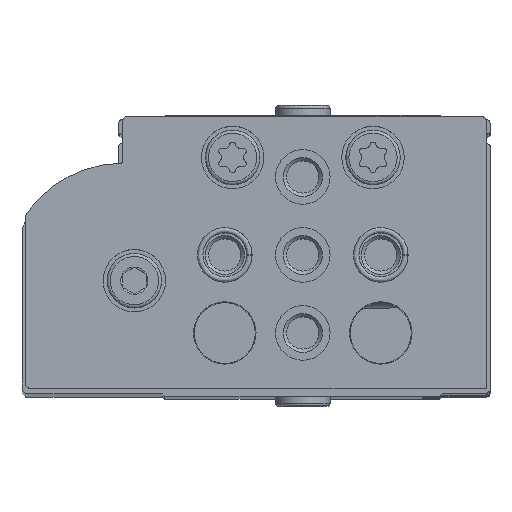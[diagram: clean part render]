
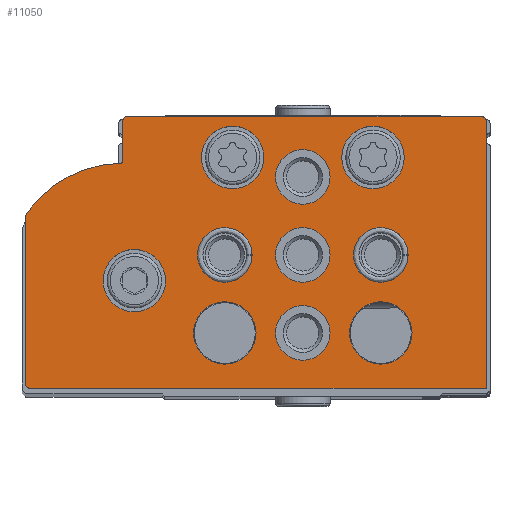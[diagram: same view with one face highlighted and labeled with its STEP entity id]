
A CAD part, top view. The second image highlights one B-rep face of the part: STEP entity #11050.
In plain terms, the highlighted face is planar.
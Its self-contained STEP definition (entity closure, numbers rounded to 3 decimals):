
#1122=LINE('',#18559,#1921);
#1124=LINE('',#18563,#1923);
#1127=LINE('',#18571,#1926);
#1132=LINE('',#18587,#1931);
#1135=LINE('',#18595,#1934);
#1921=VECTOR('',#15017,1000.);
#1923=VECTOR('',#15021,1000.);
#1926=VECTOR('',#15030,1000.);
#1931=VECTOR('',#15049,1000.);
#1934=VECTOR('',#15058,1000.);
#4185=ORIENTED_EDGE('',*,*,#6120,.T.);
#4186=ORIENTED_EDGE('',*,*,#6121,.T.);
#4187=ORIENTED_EDGE('',*,*,#6122,.T.);
#4188=ORIENTED_EDGE('',*,*,#6123,.T.);
#4189=ORIENTED_EDGE('',*,*,#6124,.T.);
#4190=ORIENTED_EDGE('',*,*,#6125,.T.);
#4191=ORIENTED_EDGE('',*,*,#6126,.T.);
#4192=ORIENTED_EDGE('',*,*,#6127,.T.);
#4193=ORIENTED_EDGE('',*,*,#6128,.T.);
#4194=ORIENTED_EDGE('',*,*,#6129,.T.);
#4195=ORIENTED_EDGE('',*,*,#6097,.F.);
#4196=ORIENTED_EDGE('',*,*,#6118,.F.);
#4197=ORIENTED_EDGE('',*,*,#6116,.F.);
#4198=ORIENTED_EDGE('',*,*,#6114,.F.);
#4199=ORIENTED_EDGE('',*,*,#6112,.T.);
#4200=ORIENTED_EDGE('',*,*,#6110,.F.);
#4201=ORIENTED_EDGE('',*,*,#6108,.F.);
#4202=ORIENTED_EDGE('',*,*,#6106,.F.);
#4203=ORIENTED_EDGE('',*,*,#6104,.F.);
#4204=ORIENTED_EDGE('',*,*,#6102,.F.);
#4205=ORIENTED_EDGE('',*,*,#6100,.F.);
#6097=EDGE_CURVE('',#7296,#7297,#7984,.T.);
#6100=EDGE_CURVE('',#7297,#7298,#1122,.T.);
#6102=EDGE_CURVE('',#7298,#7299,#1124,.T.);
#6104=EDGE_CURVE('',#7299,#7300,#7985,.T.);
#6106=EDGE_CURVE('',#7300,#7301,#1127,.T.);
#6108=EDGE_CURVE('',#7301,#7302,#7986,.T.);
#6110=EDGE_CURVE('',#7302,#7303,#7987,.T.);
#6112=EDGE_CURVE('',#7304,#7303,#7988,.T.);
#6114=EDGE_CURVE('',#7304,#7305,#1132,.T.);
#6116=EDGE_CURVE('',#7305,#7306,#7989,.T.);
#6118=EDGE_CURVE('',#7306,#7296,#1135,.T.);
#6120=EDGE_CURVE('',#7307,#7307,#7990,.T.);
#6121=EDGE_CURVE('',#7308,#7308,#7991,.T.);
#6122=EDGE_CURVE('',#7309,#7309,#7992,.T.);
#6123=EDGE_CURVE('',#7310,#7310,#7993,.T.);
#6124=EDGE_CURVE('',#7311,#7311,#7994,.T.);
#6125=EDGE_CURVE('',#7312,#7312,#7995,.T.);
#6126=EDGE_CURVE('',#7313,#7313,#7996,.T.);
#6127=EDGE_CURVE('',#7314,#7314,#7997,.T.);
#6128=EDGE_CURVE('',#7315,#7315,#7998,.T.);
#6129=EDGE_CURVE('',#7316,#7316,#7999,.T.);
#7296=VERTEX_POINT('',#18554);
#7297=VERTEX_POINT('',#18555);
#7298=VERTEX_POINT('',#18560);
#7299=VERTEX_POINT('',#18564);
#7300=VERTEX_POINT('',#18568);
#7301=VERTEX_POINT('',#18572);
#7302=VERTEX_POINT('',#18576);
#7303=VERTEX_POINT('',#18580);
#7304=VERTEX_POINT('',#18584);
#7305=VERTEX_POINT('',#18588);
#7306=VERTEX_POINT('',#18592);
#7307=VERTEX_POINT('',#18599);
#7308=VERTEX_POINT('',#18601);
#7309=VERTEX_POINT('',#18603);
#7310=VERTEX_POINT('',#18605);
#7311=VERTEX_POINT('',#18607);
#7312=VERTEX_POINT('',#18609);
#7313=VERTEX_POINT('',#18611);
#7314=VERTEX_POINT('',#18613);
#7315=VERTEX_POINT('',#18615);
#7316=VERTEX_POINT('',#18617);
#7984=CIRCLE('',#12214,0.5);
#7985=CIRCLE('',#12218,0.5);
#7986=CIRCLE('',#12221,1.);
#7987=CIRCLE('',#12223,15.);
#7988=CIRCLE('',#12225,0.3);
#7989=CIRCLE('',#12228,0.5);
#7990=CIRCLE('',#12231,4.);
#7991=CIRCLE('',#12232,4.);
#7992=CIRCLE('',#12233,4.);
#7993=CIRCLE('',#12234,3.5);
#7994=CIRCLE('',#12235,3.5);
#7995=CIRCLE('',#12236,3.5);
#7996=CIRCLE('',#12237,3.5);
#7997=CIRCLE('',#12238,3.5);
#7998=CIRCLE('',#12239,4.);
#7999=CIRCLE('',#12240,4.);
#8860=EDGE_LOOP('',(#4185));
#8861=EDGE_LOOP('',(#4186));
#8862=EDGE_LOOP('',(#4187));
#8863=EDGE_LOOP('',(#4188));
#8864=EDGE_LOOP('',(#4189));
#8865=EDGE_LOOP('',(#4190));
#8866=EDGE_LOOP('',(#4191));
#8867=EDGE_LOOP('',(#4192));
#8868=EDGE_LOOP('',(#4193));
#8869=EDGE_LOOP('',(#4194));
#8870=EDGE_LOOP('',(#4195,#4196,#4197,#4198,#4199,#4200,#4201,#4202,#4203,
#4204,#4205));
#9900=FACE_BOUND('',#8860,.T.);
#9901=FACE_BOUND('',#8861,.T.);
#9902=FACE_BOUND('',#8862,.T.);
#9903=FACE_BOUND('',#8863,.T.);
#9904=FACE_BOUND('',#8864,.T.);
#9905=FACE_BOUND('',#8865,.T.);
#9906=FACE_BOUND('',#8866,.T.);
#9907=FACE_BOUND('',#8867,.T.);
#9908=FACE_BOUND('',#8868,.T.);
#9909=FACE_BOUND('',#8869,.T.);
#9910=FACE_BOUND('',#8870,.T.);
#10513=PLANE('',#12230);
#11050=ADVANCED_FACE('',(#9900,#9901,#9902,#9903,#9904,#9905,#9906,#9907,
#9908,#9909,#9910),#10513,.F.);
#12214=AXIS2_PLACEMENT_3D('',#18553,#15011,#15012);
#12218=AXIS2_PLACEMENT_3D('',#18567,#15025,#15026);
#12221=AXIS2_PLACEMENT_3D('',#18575,#15034,#15035);
#12223=AXIS2_PLACEMENT_3D('',#18579,#15039,#15040);
#12225=AXIS2_PLACEMENT_3D('',#18583,#15044,#15045);
#12228=AXIS2_PLACEMENT_3D('',#18591,#15053,#15054);
#12230=AXIS2_PLACEMENT_3D('',#18597,#15060,#15061);
#12231=AXIS2_PLACEMENT_3D('',#18598,#15062,#15063);
#12232=AXIS2_PLACEMENT_3D('',#18600,#15064,#15065);
#12233=AXIS2_PLACEMENT_3D('',#18602,#15066,#15067);
#12234=AXIS2_PLACEMENT_3D('',#18604,#15068,#15069);
#12235=AXIS2_PLACEMENT_3D('',#18606,#15070,#15071);
#12236=AXIS2_PLACEMENT_3D('',#18608,#15072,#15073);
#12237=AXIS2_PLACEMENT_3D('',#18610,#15074,#15075);
#12238=AXIS2_PLACEMENT_3D('',#18612,#15076,#15077);
#12239=AXIS2_PLACEMENT_3D('',#18614,#15078,#15079);
#12240=AXIS2_PLACEMENT_3D('',#18616,#15080,#15081);
#15011=DIRECTION('',(0.,0.,1.));
#15012=DIRECTION('',(1.,0.,0.));
#15017=DIRECTION('',(0.,-1.,0.));
#15021=DIRECTION('',(1.,0.,0.));
#15025=DIRECTION('',(0.,0.,1.));
#15026=DIRECTION('',(1.,0.,0.));
#15030=DIRECTION('',(0.,1.,0.));
#15034=DIRECTION('',(0.,0.,1.));
#15035=DIRECTION('',(1.,0.,0.));
#15039=DIRECTION('',(0.,0.,1.));
#15040=DIRECTION('',(1.,0.,0.));
#15044=DIRECTION('',(0.,0.,1.));
#15045=DIRECTION('',(1.,0.,0.));
#15049=DIRECTION('',(0.,1.,0.));
#15053=DIRECTION('',(0.,0.,1.));
#15054=DIRECTION('',(1.,0.,0.));
#15058=DIRECTION('',(-1.,0.,0.));
#15060=DIRECTION('',(0.,0.,1.));
#15061=DIRECTION('',(1.,0.,0.));
#15062=DIRECTION('',(0.,0.,1.));
#15063=DIRECTION('',(1.,0.,0.));
#15064=DIRECTION('',(0.,0.,1.));
#15065=DIRECTION('',(1.,0.,0.));
#15066=DIRECTION('',(0.,0.,1.));
#15067=DIRECTION('',(1.,0.,0.));
#15068=DIRECTION('',(0.,0.,1.));
#15069=DIRECTION('',(1.,0.,0.));
#15070=DIRECTION('',(0.,0.,1.));
#15071=DIRECTION('',(1.,0.,0.));
#15072=DIRECTION('',(0.,0.,1.));
#15073=DIRECTION('',(1.,0.,0.));
#15074=DIRECTION('',(0.,0.,1.));
#15075=DIRECTION('',(1.,0.,0.));
#15076=DIRECTION('',(0.,0.,1.));
#15077=DIRECTION('',(1.,0.,0.));
#15078=DIRECTION('',(0.,0.,1.));
#15079=DIRECTION('',(1.,0.,0.));
#15080=DIRECTION('',(0.,0.,1.));
#15081=DIRECTION('',(1.,0.,0.));
#18553=CARTESIAN_POINT('',(0.5,34.3,0.));
#18554=CARTESIAN_POINT('',(0.5,34.8,0.));
#18555=CARTESIAN_POINT('',(0.,34.3,0.));
#18559=CARTESIAN_POINT('',(0.,34.3,0.));
#18560=CARTESIAN_POINT('',(0.,0.,0.));
#18563=CARTESIAN_POINT('',(0.,0.,0.));
#18564=CARTESIAN_POINT('',(58.5,0.,0.));
#18567=CARTESIAN_POINT('',(58.5,0.5,0.));
#18568=CARTESIAN_POINT('',(59.,0.5,0.));
#18571=CARTESIAN_POINT('',(59.,0.5,0.));
#18572=CARTESIAN_POINT('',(59.,21.976,0.));
#18575=CARTESIAN_POINT('',(58.,21.976,0.));
#18576=CARTESIAN_POINT('',(58.814,22.557,0.));
#18579=CARTESIAN_POINT('',(46.6,13.85,0.));
#18580=CARTESIAN_POINT('',(46.894,28.847,0.));
#18583=CARTESIAN_POINT('',(46.9,29.147,0.));
#18584=CARTESIAN_POINT('',(46.6,29.147,0.));
#18587=CARTESIAN_POINT('',(46.6,29.147,0.));
#18588=CARTESIAN_POINT('',(46.6,34.3,0.));
#18591=CARTESIAN_POINT('',(46.1,34.3,0.));
#18592=CARTESIAN_POINT('',(46.1,34.8,0.));
#18595=CARTESIAN_POINT('',(46.1,34.8,0.));
#18597=CARTESIAN_POINT('',(0.5,34.3,0.));
#18598=CARTESIAN_POINT('',(45.1,13.8,0.));
#18599=CARTESIAN_POINT('',(49.1,13.8,0.));
#18600=CARTESIAN_POINT('',(32.5,29.6,0.));
#18601=CARTESIAN_POINT('',(36.5,29.6,0.));
#18602=CARTESIAN_POINT('',(14.5,29.6,0.));
#18603=CARTESIAN_POINT('',(18.5,29.6,0.));
#18604=CARTESIAN_POINT('',(23.5,27.1,0.));
#18605=CARTESIAN_POINT('',(27.,27.1,0.));
#18606=CARTESIAN_POINT('',(33.5,17.1,0.));
#18607=CARTESIAN_POINT('',(37.,17.1,0.));
#18608=CARTESIAN_POINT('',(23.5,17.1,0.));
#18609=CARTESIAN_POINT('',(27.,17.1,0.));
#18610=CARTESIAN_POINT('',(13.5,17.1,0.));
#18611=CARTESIAN_POINT('',(17.,17.1,0.));
#18612=CARTESIAN_POINT('',(23.5,7.1,0.));
#18613=CARTESIAN_POINT('',(27.,7.1,0.));
#18614=CARTESIAN_POINT('',(33.5,7.1,0.));
#18615=CARTESIAN_POINT('',(37.5,7.1,0.));
#18616=CARTESIAN_POINT('',(13.5,7.1,0.));
#18617=CARTESIAN_POINT('',(17.5,7.1,0.));
